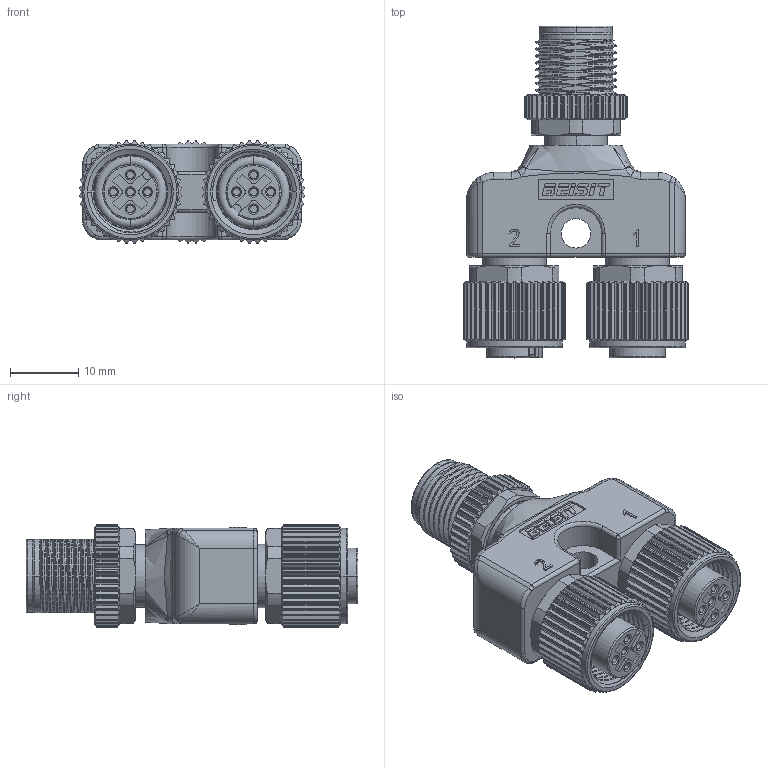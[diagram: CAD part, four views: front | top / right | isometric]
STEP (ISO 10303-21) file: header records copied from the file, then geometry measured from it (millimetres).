
FILE_DESCRIPTION(/* description */ (''),/* implementation_level */ '2;1');
FILE_NAME(/* name */ 'Y3SM12AM52F500.stp',/* time_stamp */ '2023-07-31T13:54:50+08:00',/* author */ (''),/* organization */ (''),/* preprocessor_version */ 'ST-DEVELOPER v11',/* originating_system */ 'SIEMENS PLM Software NX 7.5',/* authorisation */ '');
FILE_SCHEMA (('CONFIG_CONTROL_DESIGN'));
Products named in the file (1): Y_stp
Bounding box: 32.96 x 48.5 x 14.96 mm (x, y, z)
Volume: 10204.6 mm3; surface area: 7835.6 mm2
Topology: 1 solids, 1 shells, 1532 faces, 4183 edges, 2711 vertices
Faces by surface type: cylinder 769, plane 537, bspline 116, cone 58, torus 43, sphere 9
Full cylindrical faces by diameter (mm): 9.3 x2, 10.8 x2
Entity records: 77294 total; most frequent: CARTESIAN_POINT 42086, ORIENTED_EDGE 8302, DIRECTION 5988, EDGE_CURVE 4151, VERTEX_POINT 2700, AXIS2_PLACEMENT_3D 2191, EDGE_LOOP 1617, LINE 1606
